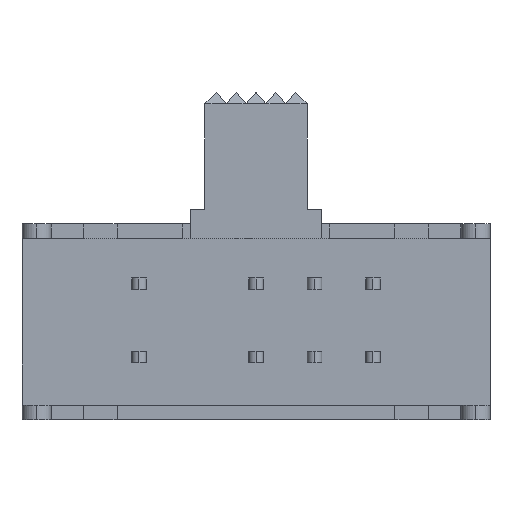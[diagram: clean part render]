
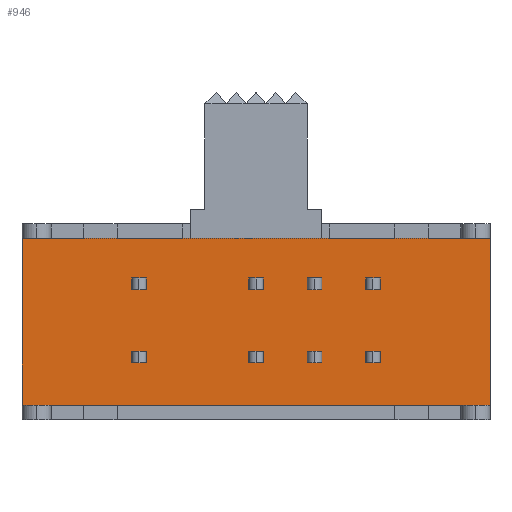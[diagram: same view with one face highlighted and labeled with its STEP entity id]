
A CAD part, front view. The second image highlights one B-rep face of the part: STEP entity #946.
In plain terms, the highlighted planar face has unit normal (0, -1, 0).
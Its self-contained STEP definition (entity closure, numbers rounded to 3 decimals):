
#297 = LINE ( 'NONE', #1449, #3494 ) ;
#426 = EDGE_CURVE ( 'NONE', #1255, #456, #4053, .T. ) ;
#436 = VECTOR ( 'NONE', #3775, 1000. ) ;
#456 = VERTEX_POINT ( 'NONE', #1225 ) ;
#722 = DIRECTION ( 'NONE',  ( 0., 0., 1. ) ) ;
#767 = CARTESIAN_POINT ( 'NONE',  ( 8., 0.4, 2.85 ) ) ;
#946 = ADVANCED_FACE ( 'NONE', ( #2111 ), #4455, .F. ) ;
#1025 = VECTOR ( 'NONE', #3470, 1000. ) ;
#1128 = VERTEX_POINT ( 'NONE', #2144 ) ;
#1225 = CARTESIAN_POINT ( 'NONE',  ( 8., 0.4, -2.85 ) ) ;
#1255 = VERTEX_POINT ( 'NONE', #767 ) ;
#1314 = CARTESIAN_POINT ( 'NONE',  ( -8., 0.4, 2.85 ) ) ;
#1432 = DIRECTION ( 'NONE',  ( -1., 0., 0. ) ) ;
#1449 = CARTESIAN_POINT ( 'NONE',  ( 13.731, 0.4, -2.85 ) ) ;
#1573 = CARTESIAN_POINT ( 'NONE',  ( 8., 0.4, 2.85 ) ) ;
#1871 = ORIENTED_EDGE ( 'NONE', *, *, #3482, .F. ) ;
#2111 = FACE_OUTER_BOUND ( 'NONE', #2644, .T. ) ;
#2144 = CARTESIAN_POINT ( 'NONE',  ( -8., 0.4, -2.85 ) ) ;
#2220 = AXIS2_PLACEMENT_3D ( 'NONE', #3061, #4411, #722 ) ;
#2287 = EDGE_CURVE ( 'NONE', #1255, #4437, #2961, .T. ) ;
#2604 = VECTOR ( 'NONE', #4031, 1000. ) ;
#2644 = EDGE_LOOP ( 'NONE', ( #2960, #2809, #4287, #1871 ) ) ;
#2809 = ORIENTED_EDGE ( 'NONE', *, *, #2287, .T. ) ;
#2960 = ORIENTED_EDGE ( 'NONE', *, *, #426, .F. ) ;
#2961 = LINE ( 'NONE', #3117, #1025 ) ;
#3061 = CARTESIAN_POINT ( 'NONE',  ( 13.731, 0.4, 2.85 ) ) ;
#3117 = CARTESIAN_POINT ( 'NONE',  ( 13.731, 0.4, 2.85 ) ) ;
#3470 = DIRECTION ( 'NONE',  ( -1., 0., 0. ) ) ;
#3482 = EDGE_CURVE ( 'NONE', #456, #1128, #297, .T. ) ;
#3494 = VECTOR ( 'NONE', #1432, 1000. ) ;
#3569 = LINE ( 'NONE', #1314, #436 ) ;
#3578 = CARTESIAN_POINT ( 'NONE',  ( -8., 0.4, 2.85 ) ) ;
#3775 = DIRECTION ( 'NONE',  ( 0., 0., 1. ) ) ;
#4031 = DIRECTION ( 'NONE',  ( 0., 0., -1. ) ) ;
#4053 = LINE ( 'NONE', #1573, #2604 ) ;
#4069 = EDGE_CURVE ( 'NONE', #1128, #4437, #3569, .T. ) ;
#4287 = ORIENTED_EDGE ( 'NONE', *, *, #4069, .F. ) ;
#4411 = DIRECTION ( 'NONE',  ( 0., 1., 0. ) ) ;
#4437 = VERTEX_POINT ( 'NONE', #3578 ) ;
#4455 = PLANE ( 'NONE',  #2220 ) ;
